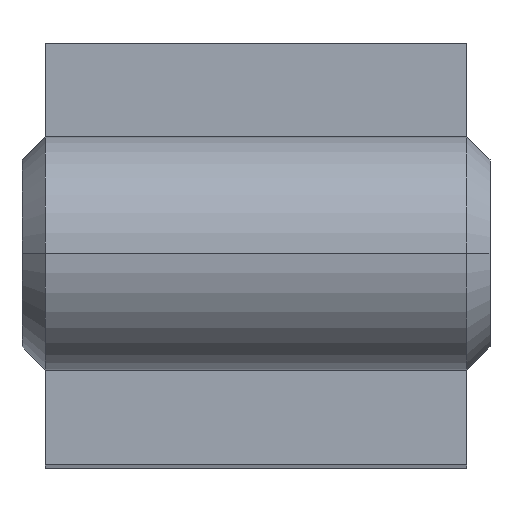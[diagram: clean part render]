
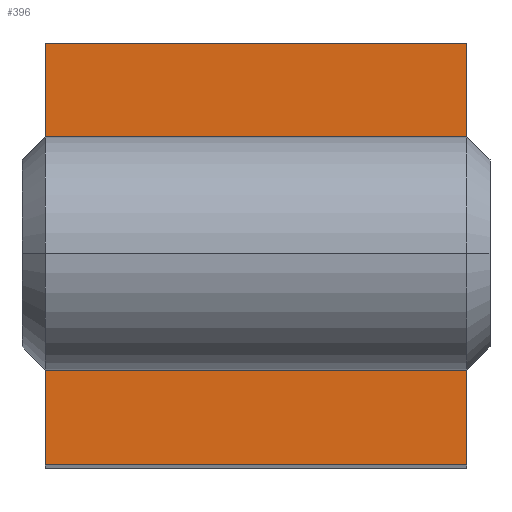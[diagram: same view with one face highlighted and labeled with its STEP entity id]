
A CAD part, top view. The second image highlights one B-rep face of the part: STEP entity #396.
In plain terms, the highlighted planar face has unit normal (0, 0, 1).
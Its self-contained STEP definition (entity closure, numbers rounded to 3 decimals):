
#4 = CARTESIAN_POINT ( 'NONE',  ( 18.72, 18.72, 79.352 ) ) ;
#8 = CARTESIAN_POINT ( 'NONE',  ( 0., -8.32, 79.352 ) ) ;
#19 = VECTOR ( 'NONE', #26, 1000. ) ;
#20 = DIRECTION ( 'NONE',  ( 1., 0., 0. ) ) ;
#26 = DIRECTION ( 'NONE',  ( 0., 1., 0. ) ) ;
#29 = VERTEX_POINT ( 'NONE', #470 ) ;
#32 = FACE_OUTER_BOUND ( 'NONE', #430, .T. ) ;
#35 = VECTOR ( 'NONE', #532, 1000. ) ;
#45 = CARTESIAN_POINT ( 'NONE',  ( 18.72, 0., 79.352 ) ) ;
#60 = ORIENTED_EDGE ( 'NONE', *, *, #258, .T. ) ;
#63 = LINE ( 'NONE', #276, #618 ) ;
#67 = CARTESIAN_POINT ( 'NONE',  ( -8.32, -8.32, 79.352 ) ) ;
#91 = ORIENTED_EDGE ( 'NONE', *, *, #739, .F. ) ;
#105 = CARTESIAN_POINT ( 'NONE',  ( 8.32, -8.32, 79.352 ) ) ;
#106 = EDGE_CURVE ( 'NONE', #29, #476, #63, .T. ) ;
#131 = CARTESIAN_POINT ( 'NONE',  ( 18.72, -18.72, 79.352 ) ) ;
#150 = VECTOR ( 'NONE', #687, 1000. ) ;
#178 = VERTEX_POINT ( 'NONE', #740 ) ;
#209 = EDGE_CURVE ( 'NONE', #297, #651, #313, .T. ) ;
#220 = LINE ( 'NONE', #336, #242 ) ;
#237 = CARTESIAN_POINT ( 'NONE',  ( 0., 18.72, 79.352 ) ) ;
#242 = VECTOR ( 'NONE', #20, 1000. ) ;
#246 = ORIENTED_EDGE ( 'NONE', *, *, #541, .T. ) ;
#256 = CARTESIAN_POINT ( 'NONE',  ( -18.72, 0., 79.352 ) ) ;
#258 = EDGE_CURVE ( 'NONE', #476, #333, #586, .T. ) ;
#266 = VERTEX_POINT ( 'NONE', #393 ) ;
#268 = ORIENTED_EDGE ( 'NONE', *, *, #632, .F. ) ;
#276 = CARTESIAN_POINT ( 'NONE',  ( 8.32, 0., 79.352 ) ) ;
#285 = VECTOR ( 'NONE', #745, 1000. ) ;
#297 = VERTEX_POINT ( 'NONE', #4 ) ;
#313 = LINE ( 'NONE', #45, #150 ) ;
#314 = LINE ( 'NONE', #650, #35 ) ;
#318 = DIRECTION ( 'NONE',  ( 0., 0., -1. ) ) ;
#333 = VERTEX_POINT ( 'NONE', #67 ) ;
#336 = CARTESIAN_POINT ( 'NONE',  ( 0., 8.32, 79.352 ) ) ;
#388 = ORIENTED_EDGE ( 'NONE', *, *, #106, .T. ) ;
#392 = VECTOR ( 'NONE', #597, 1000. ) ;
#393 = CARTESIAN_POINT ( 'NONE',  ( -18.72, -18.72, 79.352 ) ) ;
#396 = ADVANCED_FACE ( 'NONE', ( #694, #32 ), #553, .F. ) ;
#401 = CARTESIAN_POINT ( 'NONE',  ( -18.72, 18.72, 79.352 ) ) ;
#430 = EDGE_LOOP ( 'NONE', ( #91, #684, #268, #699 ) ) ;
#466 = LINE ( 'NONE', #521, #392 ) ;
#470 = CARTESIAN_POINT ( 'NONE',  ( 8.32, 8.32, 79.352 ) ) ;
#476 = VERTEX_POINT ( 'NONE', #105 ) ;
#483 = DIRECTION ( 'NONE',  ( 0., -1., 0. ) ) ;
#521 = CARTESIAN_POINT ( 'NONE',  ( 0., -18.72, 79.352 ) ) ;
#530 = EDGE_LOOP ( 'NONE', ( #388, #60, #640, #246 ) ) ;
#532 = DIRECTION ( 'NONE',  ( 0., 1., 0. ) ) ;
#534 = LINE ( 'NONE', #237, #561 ) ;
#541 = EDGE_CURVE ( 'NONE', #178, #29, #220, .T. ) ;
#546 = LINE ( 'NONE', #256, #19 ) ;
#553 = PLANE ( 'NONE',  #730 ) ;
#561 = VECTOR ( 'NONE', #690, 1000. ) ;
#586 = LINE ( 'NONE', #8, #285 ) ;
#597 = DIRECTION ( 'NONE',  ( -1., 0., 0. ) ) ;
#605 = DIRECTION ( 'NONE',  ( -1., 0., 0. ) ) ;
#618 = VECTOR ( 'NONE', #483, 1000. ) ;
#632 = EDGE_CURVE ( 'NONE', #677, #297, #534, .T. ) ;
#640 = ORIENTED_EDGE ( 'NONE', *, *, #720, .T. ) ;
#650 = CARTESIAN_POINT ( 'NONE',  ( -8.32, 0., 79.352 ) ) ;
#651 = VERTEX_POINT ( 'NONE', #131 ) ;
#677 = VERTEX_POINT ( 'NONE', #401 ) ;
#684 = ORIENTED_EDGE ( 'NONE', *, *, #209, .F. ) ;
#687 = DIRECTION ( 'NONE',  ( 0., -1., 0. ) ) ;
#690 = DIRECTION ( 'NONE',  ( 1., 0., 0. ) ) ;
#694 = FACE_BOUND ( 'NONE', #530, .T. ) ;
#699 = ORIENTED_EDGE ( 'NONE', *, *, #742, .F. ) ;
#720 = EDGE_CURVE ( 'NONE', #333, #178, #314, .T. ) ;
#730 = AXIS2_PLACEMENT_3D ( 'NONE', #738, #318, #605 ) ;
#738 = CARTESIAN_POINT ( 'NONE',  ( 0., 0., 79.352 ) ) ;
#739 = EDGE_CURVE ( 'NONE', #651, #266, #466, .T. ) ;
#740 = CARTESIAN_POINT ( 'NONE',  ( -8.32, 8.32, 79.352 ) ) ;
#742 = EDGE_CURVE ( 'NONE', #266, #677, #546, .T. ) ;
#745 = DIRECTION ( 'NONE',  ( -1., 0., 0. ) ) ;
